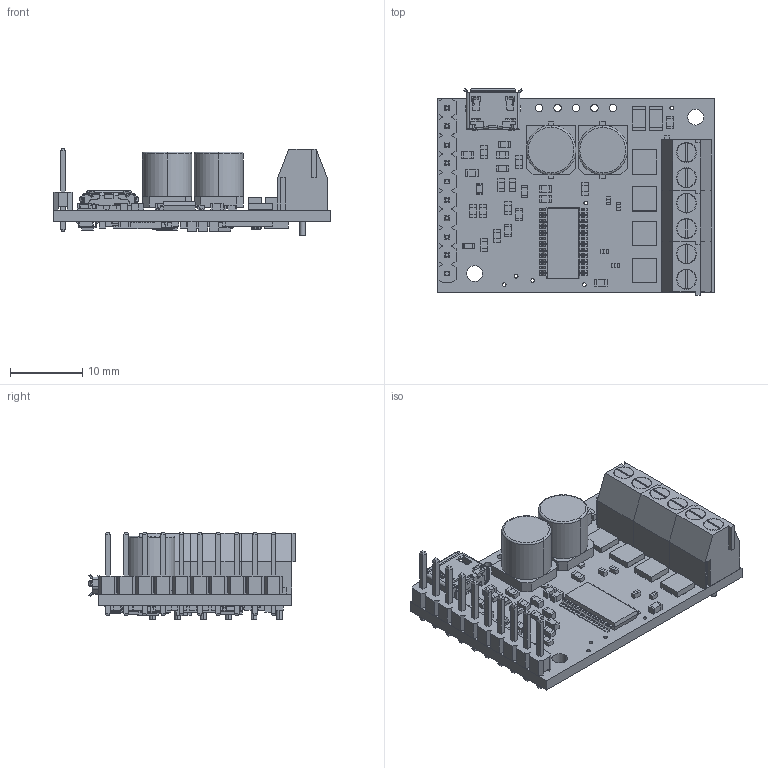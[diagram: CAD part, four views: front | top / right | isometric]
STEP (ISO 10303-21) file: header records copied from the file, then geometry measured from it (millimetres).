
FILE_DESCRIPTION (( 'STEP AP214' ), '1' );
FILE_NAME ('tic-36v4-usb-multi-interface-high-power-stepper-motor-controller-step.step', '2019-09-20T23:54:34', ( '' ), ( '' ), 'SwSTEP 2.0', 'SolidWorks 2016', '' );
FILE_SCHEMA (( 'AUTOMOTIVE_DESIGN' ));
Length unit declared in the file: millimetre
Products named in the file (1): tic-36v4-usb-multi-interface-high-power-stepper-motor-controller-step
Bounding box: 38.1 x 28.45 x 12 mm (x, y, z)
Volume: 3510.7 mm3; surface area: 6068.6 mm2
Topology: 5 solids, 5 shells, 3652 faces, 10241 edges, 6622 vertices
Faces by surface type: plane 2820, cylinder 646, bspline 160, torus 16, cone 6, sphere 4
Entity records: 162379 total; most frequent: CARTESIAN_POINT 28224, ORIENTED_EDGE 20474, DIRECTION 17937, EDGE_CURVE 10237, LINE 8399, VECTOR 8399, VERTEX_POINT 6622, AXIS2_PLACEMENT_3D 4769
